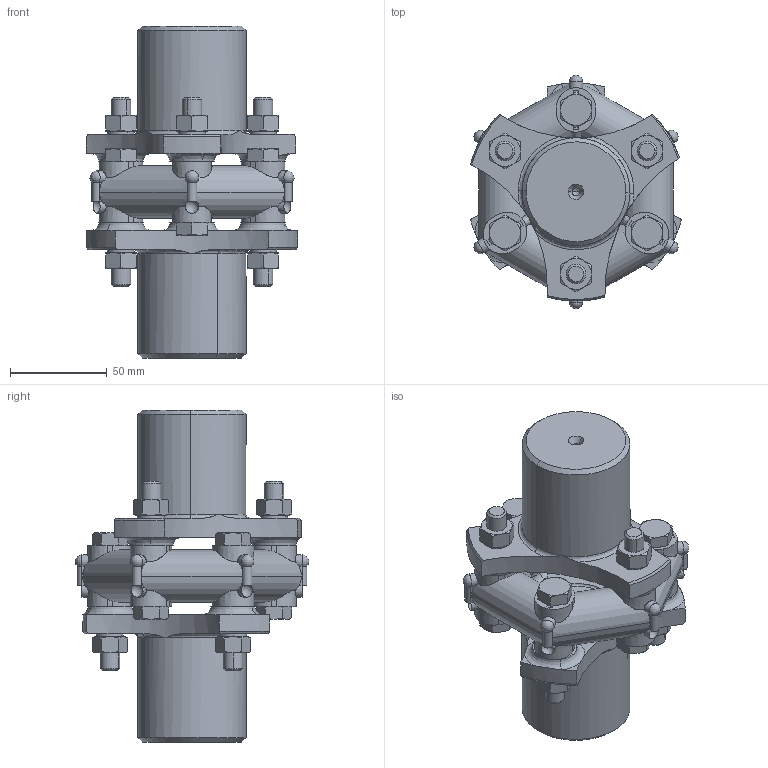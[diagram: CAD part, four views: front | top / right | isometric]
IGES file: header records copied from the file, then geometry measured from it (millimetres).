
Start section: START RECORD GO HERE.
Global section: file name: 632023-H-JUBOFLEX.igs; native system: IBM CATIA IGES - CATIA Version 5 Release 19 ; preprocessor: CATIA Version 5 Release 19 ; author: CatiaV5; organization: LEV3; date: 20110413.081231; units: millimetre
Bounding box: 109.35 x 120.86 x 172 mm (x, y, z)
Surface area: 81249.8 mm2 (no closed solid volume)
Topology: 0 solids, 0 shells, 764 faces, 4184 edges, 4158 vertices
Faces by surface type: revolution 422, plane 330, bspline 12
